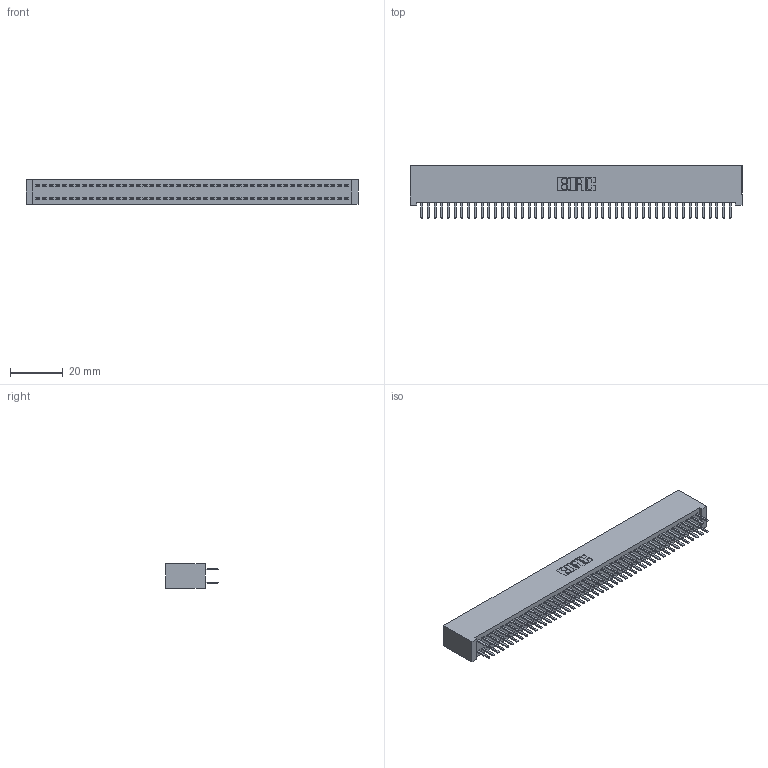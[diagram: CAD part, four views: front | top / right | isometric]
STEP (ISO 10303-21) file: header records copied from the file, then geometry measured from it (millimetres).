
FILE_DESCRIPTION (( 'STEP AP203' ), '1' );
FILE_NAME ('342-094-520-201.STEP', '2018-08-14T02:15:50', ( '' ), ( '' ), 'SwSTEP 2.0', 'SolidWorks 2016', '' );
FILE_SCHEMA (( 'CONFIG_CONTROL_DESIGN' ));
Length unit declared in the file: inch
Products named in the file (3): 345-292-001_345-293-120; 342-094-520-201; 342 Part_Lugless
Assembly tree (95 placements, depth 2):
  342-094-520-201
    342 Part_Lugless
    345-292-001_345-293-120  x94
Bounding box: 125.63 x 20.02 x 9.4 mm (x, y, z)
Volume: 11709.5 mm3; surface area: 19532.2 mm2
Topology: 95 solids, 95 shells, 5366 faces, 15597 edges, 10146 vertices
Faces by surface type: plane 3634, cylinder 1732
Entity records: 29295 total; most frequent: CARTESIAN_POINT 4858, ORIENTED_EDGE 4782, DIRECTION 4123, EDGE_CURVE 2391, LINE 2267, VECTOR 2267, VERTEX_POINT 1590, AXIS2_PLACEMENT_3D 928
